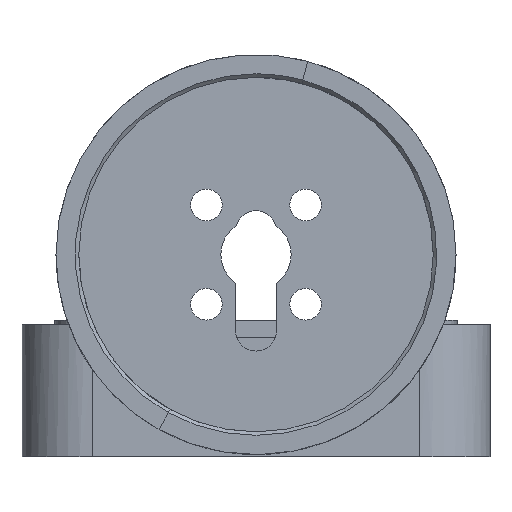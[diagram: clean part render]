
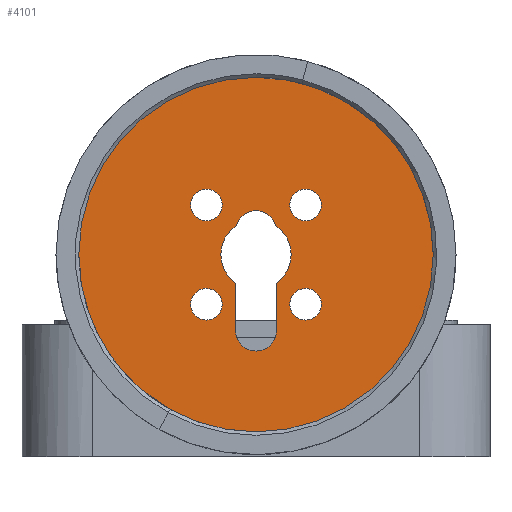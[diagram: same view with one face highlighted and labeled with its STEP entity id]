
A CAD part, front view. The second image highlights one B-rep face of the part: STEP entity #4101.
In plain terms, the highlighted planar face has unit normal (0, -1, 0).
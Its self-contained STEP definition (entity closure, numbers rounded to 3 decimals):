
#119=CARTESIAN_POINT('',(0.,-22.9,-1.));
#120=DIRECTION('',(0.,1.,0.));
#121=DIRECTION('',(-1.,0.,0.));
#122=AXIS2_PLACEMENT_3D('',#119,#120,#121);
#124=CARTESIAN_POINT('',(0.,-22.9,-1.));
#125=DIRECTION('',(0.,1.,0.));
#126=DIRECTION('',(1.,0.,0.));
#127=AXIS2_PLACEMENT_3D('',#124,#125,#126);
#129=CARTESIAN_POINT('',(-4.243,-22.9,-5.243));
#130=DIRECTION('',(0.,-1.,0.));
#131=DIRECTION('',(-1.,0.,0.));
#132=AXIS2_PLACEMENT_3D('',#129,#130,#131);
#134=CARTESIAN_POINT('',(-4.243,-22.9,-5.243));
#135=DIRECTION('',(0.,-1.,0.));
#136=DIRECTION('',(1.,0.,0.));
#137=AXIS2_PLACEMENT_3D('',#134,#135,#136);
#139=CARTESIAN_POINT('',(4.243,-22.9,-5.243));
#140=DIRECTION('',(0.,-1.,0.));
#141=DIRECTION('',(-1.,0.,0.));
#142=AXIS2_PLACEMENT_3D('',#139,#140,#141);
#144=CARTESIAN_POINT('',(4.243,-22.9,-5.243));
#145=DIRECTION('',(0.,-1.,0.));
#146=DIRECTION('',(1.,0.,0.));
#147=AXIS2_PLACEMENT_3D('',#144,#145,#146);
#149=CARTESIAN_POINT('',(4.243,-22.9,3.243));
#150=DIRECTION('',(0.,-1.,0.));
#151=DIRECTION('',(-1.,0.,0.));
#152=AXIS2_PLACEMENT_3D('',#149,#150,#151);
#154=CARTESIAN_POINT('',(4.243,-22.9,3.243));
#155=DIRECTION('',(0.,-1.,0.));
#156=DIRECTION('',(1.,0.,0.));
#157=AXIS2_PLACEMENT_3D('',#154,#155,#156);
#159=CARTESIAN_POINT('',(-4.243,-22.9,3.243));
#160=DIRECTION('',(0.,-1.,0.));
#161=DIRECTION('',(-1.,0.,0.));
#162=AXIS2_PLACEMENT_3D('',#159,#160,#161);
#164=CARTESIAN_POINT('',(-4.243,-22.9,3.243));
#165=DIRECTION('',(0.,-1.,0.));
#166=DIRECTION('',(1.,0.,0.));
#167=AXIS2_PLACEMENT_3D('',#164,#165,#166);
#169=DIRECTION('',(0.,0.,-1.));
#170=VECTOR('',#169,4.063);
#171=CARTESIAN_POINT('',(-1.75,-22.9,-3.437));
#172=LINE('',#171,#170);
#173=CARTESIAN_POINT('',(0.,-22.9,-7.5));
#174=DIRECTION('',(0.,-1.,0.));
#175=DIRECTION('',(-1.,0.,0.));
#176=AXIS2_PLACEMENT_3D('',#173,#174,#175);
#178=DIRECTION('',(0.,0.,1.));
#179=VECTOR('',#178,4.063);
#180=CARTESIAN_POINT('',(1.75,-22.9,-7.5));
#181=LINE('',#180,#179);
#182=CARTESIAN_POINT('',(0.,-22.9,-1.));
#183=DIRECTION('',(0.,-1.,0.));
#184=DIRECTION('',(0.583,0.,-0.812));
#185=AXIS2_PLACEMENT_3D('',#182,#183,#184);
#187=CARTESIAN_POINT('',(0.,-22.9,-1.));
#188=DIRECTION('',(0.,-1.,0.));
#189=DIRECTION('',(1.,0.,0.));
#190=AXIS2_PLACEMENT_3D('',#187,#188,#189);
#192=CARTESIAN_POINT('',(0.,-22.9,1.));
#193=DIRECTION('',(0.,-1.,0.));
#194=DIRECTION('',(0.961,0.,0.277));
#195=AXIS2_PLACEMENT_3D('',#192,#193,#194);
#197=CARTESIAN_POINT('',(0.,-22.9,-1.));
#198=DIRECTION('',(0.,-1.,0.));
#199=DIRECTION('',(-0.561,0.,0.828));
#200=AXIS2_PLACEMENT_3D('',#197,#198,#199);
#202=CARTESIAN_POINT('',(0.,-22.9,-1.));
#203=DIRECTION('',(0.,-1.,0.));
#204=DIRECTION('',(-1.,0.,0.));
#205=AXIS2_PLACEMENT_3D('',#202,#203,#204);
#3025=CARTESIAN_POINT('',(15.15,-22.9,-1.));
#3026=VERTEX_POINT('',#3025);
#3027=CARTESIAN_POINT('',(-15.15,-22.9,-1.));
#3028=VERTEX_POINT('',#3027);
#3045=CARTESIAN_POINT('',(-5.593,-22.9,-5.243));
#3046=CARTESIAN_POINT('',(-2.893,-22.9,-5.243));
#3047=VERTEX_POINT('',#3045);
#3048=VERTEX_POINT('',#3046);
#3049=CARTESIAN_POINT('',(2.893,-22.9,-5.243));
#3050=CARTESIAN_POINT('',(5.593,-22.9,-5.243));
#3051=VERTEX_POINT('',#3049);
#3052=VERTEX_POINT('',#3050);
#3053=CARTESIAN_POINT('',(2.893,-22.9,3.243));
#3054=CARTESIAN_POINT('',(5.593,-22.9,3.243));
#3055=VERTEX_POINT('',#3053);
#3056=VERTEX_POINT('',#3054);
#3057=CARTESIAN_POINT('',(-5.593,-22.9,3.243));
#3058=CARTESIAN_POINT('',(-2.893,-22.9,3.243));
#3059=VERTEX_POINT('',#3057);
#3060=VERTEX_POINT('',#3058);
#3061=CARTESIAN_POINT('',(-1.75,-22.9,-3.437));
#3062=CARTESIAN_POINT('',(-1.75,-22.9,-7.5));
#3063=VERTEX_POINT('',#3061);
#3064=VERTEX_POINT('',#3062);
#3065=CARTESIAN_POINT('',(1.75,-22.9,-7.5));
#3066=VERTEX_POINT('',#3065);
#3067=CARTESIAN_POINT('',(1.75,-22.9,-3.437));
#3068=VERTEX_POINT('',#3067);
#3069=CARTESIAN_POINT('',(3.,-22.9,-1.));
#3070=CARTESIAN_POINT('',(1.682,-22.9,1.484));
#3071=VERTEX_POINT('',#3069);
#3072=VERTEX_POINT('',#3070);
#3073=CARTESIAN_POINT('',(-1.682,-22.9,1.484));
#3074=VERTEX_POINT('',#3073);
#3075=CARTESIAN_POINT('',(-3.,-22.9,-1.));
#3076=VERTEX_POINT('',#3075);
#4050=CARTESIAN_POINT('',(0.,-22.9,0.));
#4051=DIRECTION('',(0.,1.,0.));
#4052=DIRECTION('',(-1.,0.,0.));
#4053=AXIS2_PLACEMENT_3D('',#4050,#4051,#4052);
#4054=PLANE('',#4053);
#4055=ORIENTED_EDGE('',*,*,#3957,.T.);
#4056=ORIENTED_EDGE('',*,*,#4041,.T.);
#4057=EDGE_LOOP('',(#4055,#4056));
#4058=FACE_OUTER_BOUND('',#4057,.F.);
#4060=ORIENTED_EDGE('',*,*,#4059,.T.);
#4062=ORIENTED_EDGE('',*,*,#4061,.T.);
#4063=EDGE_LOOP('',(#4060,#4062));
#4064=FACE_BOUND('',#4063,.F.);
#4066=ORIENTED_EDGE('',*,*,#4065,.T.);
#4068=ORIENTED_EDGE('',*,*,#4067,.T.);
#4069=EDGE_LOOP('',(#4066,#4068));
#4070=FACE_BOUND('',#4069,.F.);
#4072=ORIENTED_EDGE('',*,*,#4071,.T.);
#4074=ORIENTED_EDGE('',*,*,#4073,.T.);
#4075=EDGE_LOOP('',(#4072,#4074));
#4076=FACE_BOUND('',#4075,.F.);
#4078=ORIENTED_EDGE('',*,*,#4077,.T.);
#4080=ORIENTED_EDGE('',*,*,#4079,.T.);
#4081=EDGE_LOOP('',(#4078,#4080));
#4082=FACE_BOUND('',#4081,.F.);
#4084=ORIENTED_EDGE('',*,*,#4083,.T.);
#4086=ORIENTED_EDGE('',*,*,#4085,.T.);
#4088=ORIENTED_EDGE('',*,*,#4087,.T.);
#4090=ORIENTED_EDGE('',*,*,#4089,.T.);
#4092=ORIENTED_EDGE('',*,*,#4091,.T.);
#4094=ORIENTED_EDGE('',*,*,#4093,.T.);
#4096=ORIENTED_EDGE('',*,*,#4095,.T.);
#4098=ORIENTED_EDGE('',*,*,#4097,.T.);
#4099=EDGE_LOOP('',(#4084,#4086,#4088,#4090,#4092,#4094,#4096,#4098));
#4100=FACE_BOUND('',#4099,.F.);
#4101=ADVANCED_FACE('',(#4058,#4064,#4070,#4076,#4082,#4100),#4054,.F.);
#123=CIRCLE('',#122,15.15);
#128=CIRCLE('',#127,15.15);
#133=CIRCLE('',#132,1.35);
#138=CIRCLE('',#137,1.35);
#143=CIRCLE('',#142,1.35);
#148=CIRCLE('',#147,1.35);
#153=CIRCLE('',#152,1.35);
#158=CIRCLE('',#157,1.35);
#163=CIRCLE('',#162,1.35);
#168=CIRCLE('',#167,1.35);
#177=CIRCLE('',#176,1.75);
#186=CIRCLE('',#185,3.);
#191=CIRCLE('',#190,3.);
#196=CIRCLE('',#195,1.75);
#201=CIRCLE('',#200,3.);
#206=CIRCLE('',#205,3.);
#3957=EDGE_CURVE('',#3028,#3026,#123,.T.);
#4041=EDGE_CURVE('',#3026,#3028,#128,.T.);
#4059=EDGE_CURVE('',#3047,#3048,#133,.T.);
#4061=EDGE_CURVE('',#3048,#3047,#138,.T.);
#4065=EDGE_CURVE('',#3051,#3052,#143,.T.);
#4067=EDGE_CURVE('',#3052,#3051,#148,.T.);
#4071=EDGE_CURVE('',#3055,#3056,#153,.T.);
#4073=EDGE_CURVE('',#3056,#3055,#158,.T.);
#4077=EDGE_CURVE('',#3059,#3060,#163,.T.);
#4079=EDGE_CURVE('',#3060,#3059,#168,.T.);
#4083=EDGE_CURVE('',#3063,#3064,#172,.T.);
#4085=EDGE_CURVE('',#3064,#3066,#177,.T.);
#4087=EDGE_CURVE('',#3066,#3068,#181,.T.);
#4089=EDGE_CURVE('',#3068,#3071,#186,.T.);
#4091=EDGE_CURVE('',#3071,#3072,#191,.T.);
#4093=EDGE_CURVE('',#3072,#3074,#196,.T.);
#4095=EDGE_CURVE('',#3074,#3076,#201,.T.);
#4097=EDGE_CURVE('',#3076,#3063,#206,.T.);
